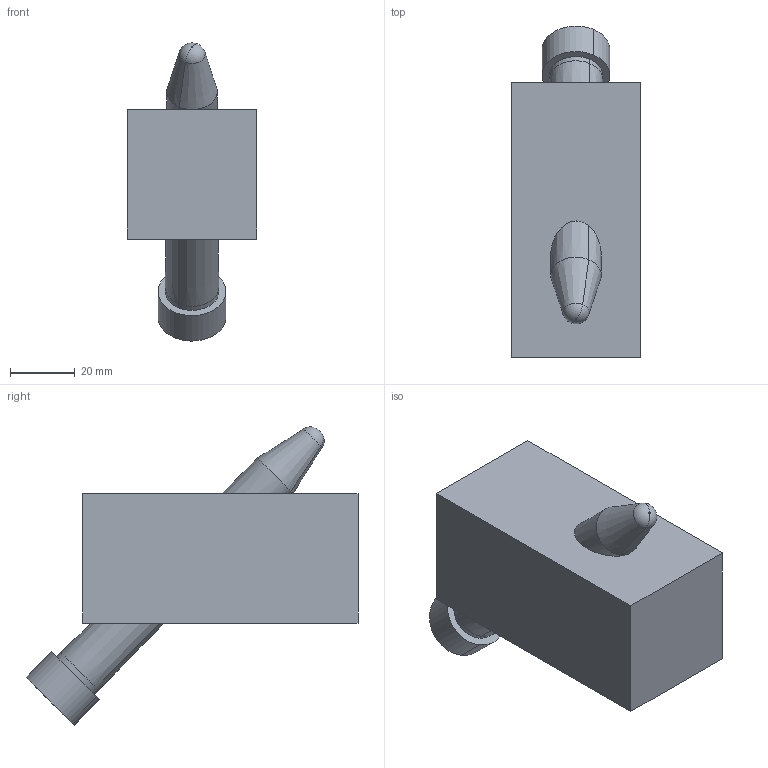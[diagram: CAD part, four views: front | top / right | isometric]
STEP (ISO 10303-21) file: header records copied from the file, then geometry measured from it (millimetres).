
FILE_DESCRIPTION (( 'STEP AP214' ), '1' );
FILE_NAME ('test tube block v3.STEP', '2024-09-26T20:28:00', ( '' ), ( '' ), 'SwSTEP 2.0', 'SolidWorks 2021', '' );
FILE_SCHEMA (( 'AUTOMOTIVE_DESIGN' ));
Length unit declared in the file: millimetre
Products named in the file (3): test tube block v3; test tube v3; block v3
Assembly tree (2 placements, depth 2):
  test tube block v3
    block v3
    test tube v3
Bounding box: 40 x 102.61 x 92.15 mm (x, y, z)
Volume: 130501.1 mm3; surface area: 30840.3 mm2
Topology: 2 solids, 3 shells, 34 faces, 66 edges, 40 vertices
Faces by surface type: plane 12, cone 10, cylinder 8, torus 4
Entity records: 1022 total; most frequent: DIRECTION 172, CARTESIAN_POINT 157, ORIENTED_EDGE 132, AXIS2_PLACEMENT_3D 71, EDGE_CURVE 66, VERTEX_POINT 40, EDGE_LOOP 38, FACE_OUTER_BOUND 34
